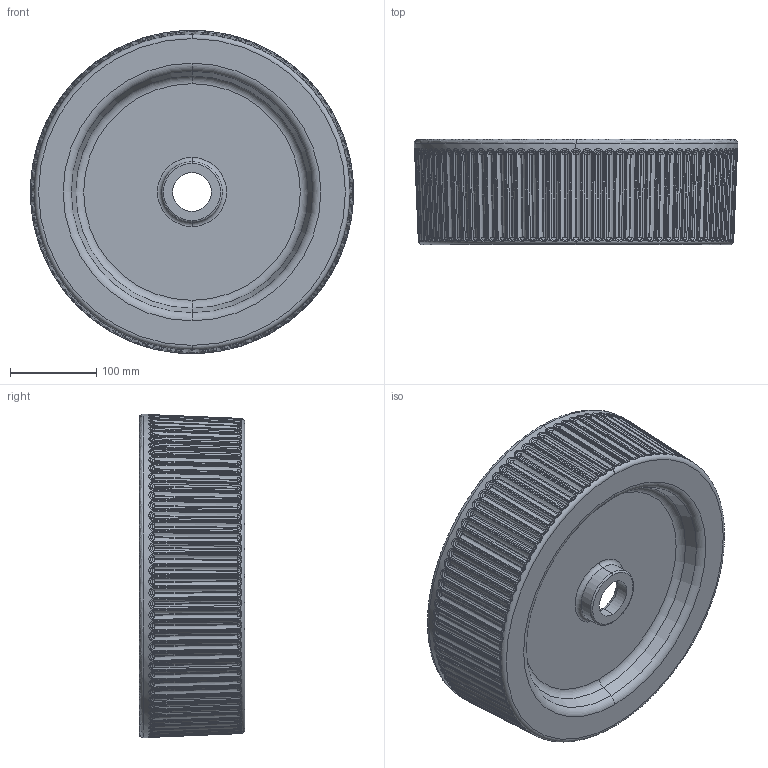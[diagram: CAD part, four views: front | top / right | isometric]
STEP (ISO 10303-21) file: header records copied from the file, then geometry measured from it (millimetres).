
FILE_DESCRIPTION (( 'STEP AP214' ), '1' );
FILE_NAME ('SI037RCB.F_STEP_v11223.STEP', '2023-12-13T13:07:48', ( '' ), ( '' ), 'SwSTEP 2.0', 'SolidWorks 2019', '' );
FILE_SCHEMA (( 'AUTOMOTIVE_DESIGN' ));
Products named in the file (1): SI037RCB.F_STEP_v11223
Bounding box: 374.32 x 122 x 374.62 mm (x, y, z)
Volume: 4086843.1 mm3; surface area: 434642.5 mm2
Topology: 1 solids, 1 shells, 1323 faces, 3578 edges, 2258 vertices
Faces by surface type: bspline 812, plane 273, cylinder 214, torus 14, cone 10
Entity records: 148927 total; most frequent: CARTESIAN_POINT 124549, ORIENTED_EDGE 7156, EDGE_CURVE 3578, B_SPLINE_CURVE_WITH_KNOTS 2858, VERTEX_POINT 2258, DIRECTION 1876, EDGE_LOOP 1326, FACE_OUTER_BOUND 1323
